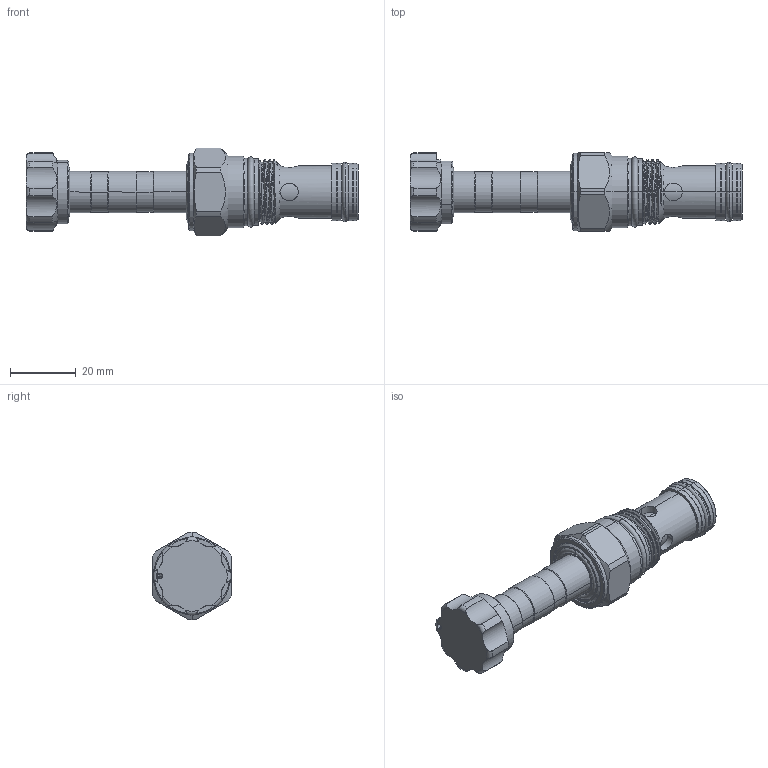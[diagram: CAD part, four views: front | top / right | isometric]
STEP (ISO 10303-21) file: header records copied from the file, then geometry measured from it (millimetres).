
FILE_DESCRIPTION (( 'STEP AP203' ), '1' );
FILE_NAME ('EP13A2A01N05.STEP', '2016-08-23T08:34:00', ( '' ), ( '' ), 'SwSTEP 2.0', 'SolidWorks 2012', '' );
FILE_SCHEMA (( 'CONFIG_CONTROL_DESIGN' ));
Length unit declared in the file: millimetre
Products named in the file (1): EP13A2A01N05
Bounding box: 101.1 x 24 x 26.7 mm (x, y, z)
Volume: 23754.3 mm3; surface area: 9976.2 mm2
Topology: 6 solids, 6 shells, 204 faces, 479 edges, 300 vertices
Faces by surface type: cylinder 106, cone 38, plane 31, torus 24, bspline 5
Entity records: 9413 total; most frequent: CARTESIAN_POINT 4677, DIRECTION 1006, ORIENTED_EDGE 958, EDGE_CURVE 479, AXIS2_PLACEMENT_3D 430, VERTEX_POINT 300, CIRCLE 230, EDGE_LOOP 229
